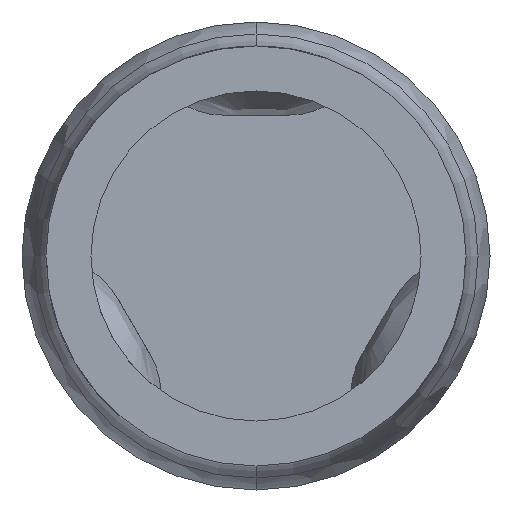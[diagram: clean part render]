
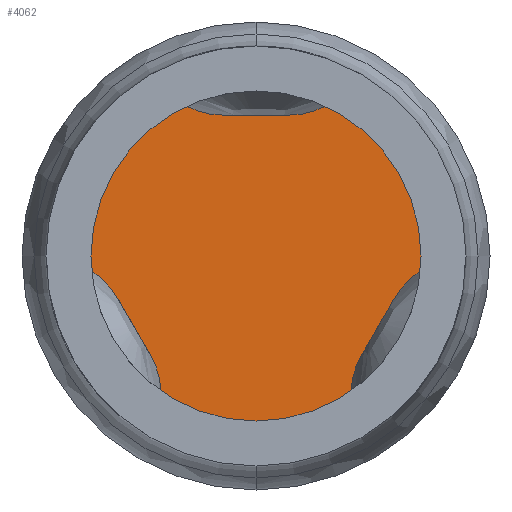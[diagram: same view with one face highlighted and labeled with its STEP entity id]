
A CAD part, front view. The second image highlights one B-rep face of the part: STEP entity #4062.
In plain terms, the highlighted planar face has unit normal (0, -1, 0).
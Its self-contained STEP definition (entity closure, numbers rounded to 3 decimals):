
#464 = CARTESIAN_POINT ( 'NONE',  ( 0., -27.781, -0.278 ) ) ;
#569 = CARTESIAN_POINT ( 'NONE',  ( 0., -27.781, 0. ) ) ;
#596 = EDGE_CURVE ( 'Defeature ausgef�hrt1_41+Defeature ausgef�hrt1_25+Defeature ausgef�hrt1_25+Defeature ausgef�hrt1_25', #3128, #1135, #2006, .T. ) ;
#840 = DIRECTION ( 'NONE',  ( 0., -1., 0. ) ) ;
#1060 = ORIENTED_EDGE ( 'NONE', *, *, #1279, .T. ) ;
#1135 = VERTEX_POINT ( 'NONE', #464 ) ;
#1279 = EDGE_CURVE ( 'Defeature ausgef�hrt1_41+Defeature ausgef�hrt1_25+Defeature ausgef�hrt1_25+Defeature ausgef�hrt1_25', #1135, #3128, #2829, .T. ) ;
#1487 = CARTESIAN_POINT ( 'NONE',  ( 0., -27.781, 0.278 ) ) ;
#1697 = FACE_OUTER_BOUND ( 'NONE', #4049, .T. ) ;
#2006 = CIRCLE ( 'NONE', #4521, 0.278 ) ;
#2119 = DIRECTION ( 'NONE',  ( 0., 0., 1. ) ) ;
#2802 = ORIENTED_EDGE ( 'NONE', *, *, #596, .T. ) ;
#2822 = PLANE ( 'NONE',  #4783 ) ;
#2829 = CIRCLE ( 'NONE', #2837, 0.278 ) ;
#2837 = AXIS2_PLACEMENT_3D ( 'NONE', #4565, #4132, #2119 ) ;
#2988 = DIRECTION ( 'NONE',  ( 0., -1., 0. ) ) ;
#3128 = VERTEX_POINT ( 'NONE', #1487 ) ;
#3193 = CARTESIAN_POINT ( 'NONE',  ( 0., -27.781, 0. ) ) ;
#4049 = EDGE_LOOP ( 'NONE', ( #2802, #1060 ) ) ;
#4062 = ADVANCED_FACE ( 'Defeature ausgef�hrt1_41', ( #1697 ), #2822, .T. ) ;
#4132 = DIRECTION ( 'NONE',  ( 0., -1., 0. ) ) ;
#4175 = DIRECTION ( 'NONE',  ( 0., 0., 1. ) ) ;
#4408 = DIRECTION ( 'NONE',  ( 0., 0., -1. ) ) ;
#4521 = AXIS2_PLACEMENT_3D ( 'NONE', #569, #2988, #4175 ) ;
#4565 = CARTESIAN_POINT ( 'NONE',  ( 0., -27.781, 0. ) ) ;
#4783 = AXIS2_PLACEMENT_3D ( 'NONE', #3193, #840, #4408 ) ;
